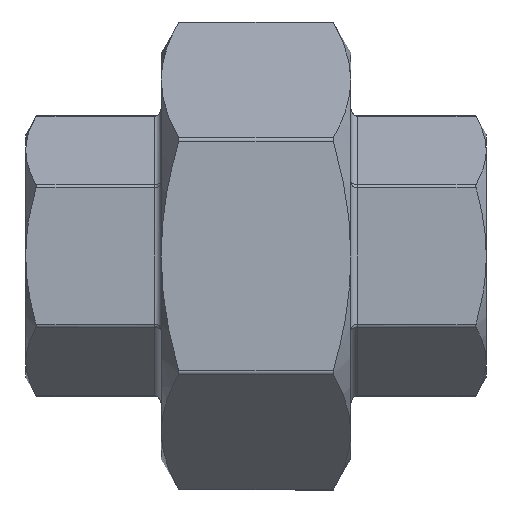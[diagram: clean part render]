
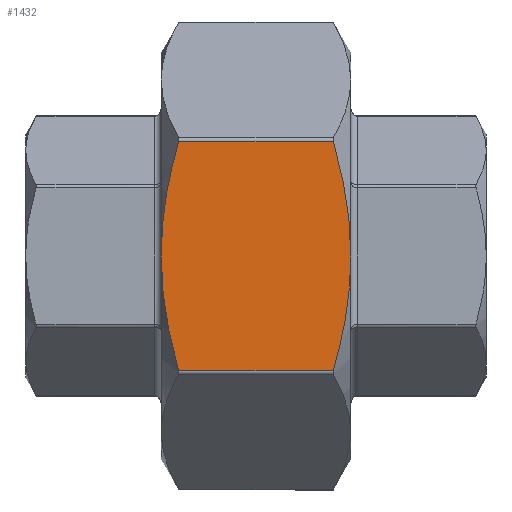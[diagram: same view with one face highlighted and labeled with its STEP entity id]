
A CAD part, left-side view. The second image highlights one B-rep face of the part: STEP entity #1432.
In plain terms, the highlighted planar face has unit normal (-1, 0, 0).
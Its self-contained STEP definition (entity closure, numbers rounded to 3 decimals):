
#167=(
BOUNDED_CURVE()
B_SPLINE_CURVE(2,(#2207,#2208,#2209),.UNSPECIFIED.,.F.,.F.)
B_SPLINE_CURVE_WITH_KNOTS((3,3),(0.364,1.278),
 .UNSPECIFIED.)
CURVE()
GEOMETRIC_REPRESENTATION_ITEM()
RATIONAL_B_SPLINE_CURVE((1.029,1.052,1.))
REPRESENTATION_ITEM('')
);
#168=(
BOUNDED_CURVE()
B_SPLINE_CURVE(2,(#2211,#2212,#2213),.UNSPECIFIED.,.F.,.F.)
B_SPLINE_CURVE_WITH_KNOTS((3,3),(1.278,2.192),
 .UNSPECIFIED.)
CURVE()
GEOMETRIC_REPRESENTATION_ITEM()
RATIONAL_B_SPLINE_CURVE((1.,1.052,1.029))
REPRESENTATION_ITEM('')
);
#169=(
BOUNDED_CURVE()
B_SPLINE_CURVE(2,(#2217,#2218,#2219),.UNSPECIFIED.,.F.,.F.)
B_SPLINE_CURVE_WITH_KNOTS((3,3),(0.364,1.278),
 .UNSPECIFIED.)
CURVE()
GEOMETRIC_REPRESENTATION_ITEM()
RATIONAL_B_SPLINE_CURVE((1.029,1.052,1.))
REPRESENTATION_ITEM('')
);
#170=(
BOUNDED_CURVE()
B_SPLINE_CURVE(2,(#2220,#2221,#2222),.UNSPECIFIED.,.F.,.F.)
B_SPLINE_CURVE_WITH_KNOTS((3,3),(1.278,2.192),
 .UNSPECIFIED.)
CURVE()
GEOMETRIC_REPRESENTATION_ITEM()
RATIONAL_B_SPLINE_CURVE((1.,1.052,1.029))
REPRESENTATION_ITEM('')
);
#211=PLANE('',#1541);
#242=FACE_OUTER_BOUND('',#348,.T.);
#348=EDGE_LOOP('',(#980,#981,#982,#983,#984,#985));
#475=LINE('',#2204,#535);
#476=LINE('',#2215,#536);
#535=VECTOR('',#1728,11.42);
#536=VECTOR('',#1731,11.42);
#625=VERTEX_POINT('',#2182);
#626=VERTEX_POINT('',#2193);
#627=VERTEX_POINT('',#2206);
#628=VERTEX_POINT('',#2210);
#629=VERTEX_POINT('',#2214);
#630=VERTEX_POINT('',#2216);
#760=EDGE_CURVE('',#626,#625,#475,.T.);
#761=EDGE_CURVE('',#626,#627,#167,.T.);
#762=EDGE_CURVE('',#627,#628,#168,.T.);
#763=EDGE_CURVE('',#629,#628,#476,.T.);
#764=EDGE_CURVE('',#629,#630,#169,.T.);
#765=EDGE_CURVE('',#630,#625,#170,.T.);
#980=ORIENTED_EDGE('',*,*,#760,.F.);
#981=ORIENTED_EDGE('',*,*,#761,.T.);
#982=ORIENTED_EDGE('',*,*,#762,.T.);
#983=ORIENTED_EDGE('',*,*,#763,.F.);
#984=ORIENTED_EDGE('',*,*,#764,.T.);
#985=ORIENTED_EDGE('',*,*,#765,.T.);
#1432=ADVANCED_FACE('',(#242),#211,.T.);
#1541=AXIS2_PLACEMENT_3D('',#2205,#1729,#1730);
#1728=DIRECTION('',(0.,1.,0.));
#1729=DIRECTION('center_axis',(-1.,0.,0.));
#1730=DIRECTION('ref_axis',(0.,0.,1.));
#1731=DIRECTION('',(0.,-1.,0.));
#2182=CARTESIAN_POINT('',(-15.,5.71,-8.487));
#2193=CARTESIAN_POINT('',(-15.,-5.71,-8.487));
#2204=CARTESIAN_POINT('',(-15.,0.,-8.487));
#2205=CARTESIAN_POINT('Origin',(-15.,0.,-8.66));
#2206=CARTESIAN_POINT('',(-15.,-7.,0.));
#2207=CARTESIAN_POINT('Ctrl Pts',(-15.,-5.71,-8.487));
#2208=CARTESIAN_POINT('Ctrl Pts',(-15.,-7.,-3.949));
#2209=CARTESIAN_POINT('Ctrl Pts',(-15.,-7.,0.));
#2210=CARTESIAN_POINT('',(-15.,-5.71,8.487));
#2211=CARTESIAN_POINT('Ctrl Pts',(-15.,-7.,0.));
#2212=CARTESIAN_POINT('Ctrl Pts',(-15.,-7.,3.949));
#2213=CARTESIAN_POINT('Ctrl Pts',(-15.,-5.71,8.487));
#2214=CARTESIAN_POINT('',(-15.,5.71,8.487));
#2215=CARTESIAN_POINT('',(-15.,0.,8.487));
#2216=CARTESIAN_POINT('',(-15.,7.,0.));
#2217=CARTESIAN_POINT('Ctrl Pts',(-15.,5.71,8.487));
#2218=CARTESIAN_POINT('Ctrl Pts',(-15.,7.,3.949));
#2219=CARTESIAN_POINT('Ctrl Pts',(-15.,7.,0.));
#2220=CARTESIAN_POINT('Ctrl Pts',(-15.,7.,0.));
#2221=CARTESIAN_POINT('Ctrl Pts',(-15.,7.,-3.949));
#2222=CARTESIAN_POINT('Ctrl Pts',(-15.,5.71,-8.487));
